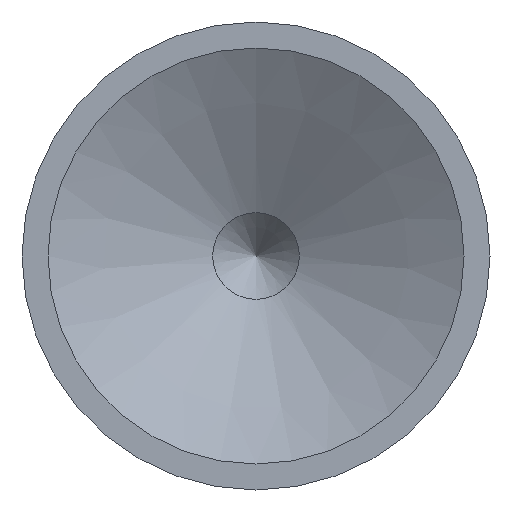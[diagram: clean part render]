
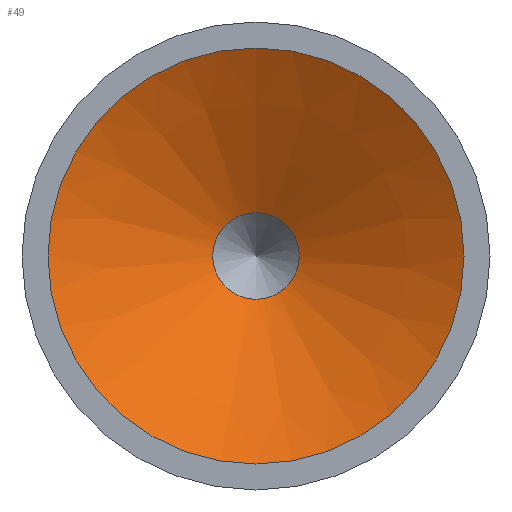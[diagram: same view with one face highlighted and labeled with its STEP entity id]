
A CAD part, left-side view. The second image highlights one B-rep face of the part: STEP entity #49.
In plain terms, the highlighted conical face has half-angle 60 degrees and reference radius 12 mm.
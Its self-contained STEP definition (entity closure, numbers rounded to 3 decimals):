
#49 = ADVANCED_FACE( '', ( #99, #100 ), #101, .F. );
#99 = FACE_BOUND( '', #141, .T. );
#100 = FACE_OUTER_BOUND( '', #142, .T. );
#101 = CONICAL_SURFACE( '', #143, 12., 1.047 );
#141 = EDGE_LOOP( '', ( #193 ) );
#142 = EDGE_LOOP( '', ( #194 ) );
#143 = AXIS2_PLACEMENT_3D( '', #195, #196, #197 );
#193 = ORIENTED_EDGE( '', *, *, #214, .F. );
#194 = ORIENTED_EDGE( '', *, *, #207, .T. );
#195 = CARTESIAN_POINT( '', ( -15., 0., 0. ) );
#196 = DIRECTION( '', ( -1., 0., 0. ) );
#197 = DIRECTION( '', ( 0., 0., 1. ) );
#207 = EDGE_CURVE( '', #230, #230, #231, .T. );
#214 = EDGE_CURVE( '', #238, #238, #239, .T. );
#230 = VERTEX_POINT( '', #255 );
#231 = CIRCLE( '', #256, 12. );
#238 = VERTEX_POINT( '', #263 );
#239 = CIRCLE( '', #264, 2.5 );
#255 = CARTESIAN_POINT( '', ( -15., 0., 12. ) );
#256 = AXIS2_PLACEMENT_3D( '', #281, #282, #283 );
#263 = CARTESIAN_POINT( '', ( -9.515, 0., 2.5 ) );
#264 = AXIS2_PLACEMENT_3D( '', #287, #288, #289 );
#281 = CARTESIAN_POINT( '', ( -15., 0., 0. ) );
#282 = DIRECTION( '', ( -1., 0., 0. ) );
#283 = DIRECTION( '', ( 0., 0., 1. ) );
#287 = CARTESIAN_POINT( '', ( -9.515, 0., 0. ) );
#288 = DIRECTION( '', ( -1., 0., 0. ) );
#289 = DIRECTION( '', ( 0., 0., 1. ) );
